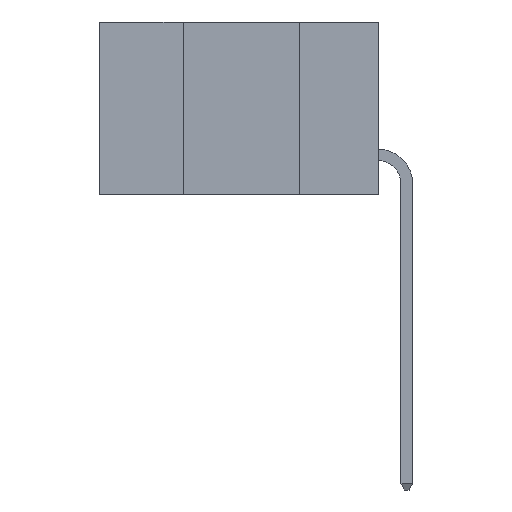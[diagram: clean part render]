
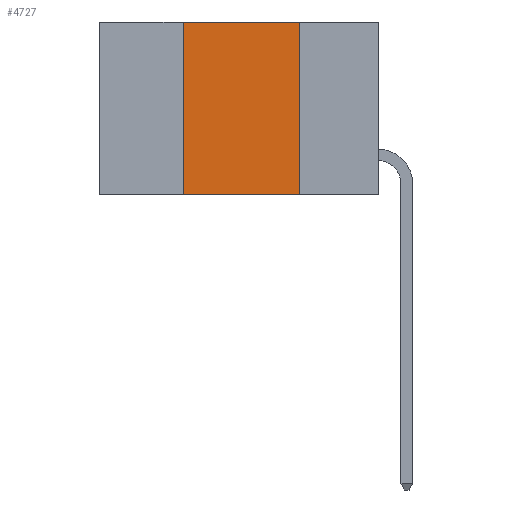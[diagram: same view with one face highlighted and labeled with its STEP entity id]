
A CAD part, left-side view. The second image highlights one B-rep face of the part: STEP entity #4727.
In plain terms, the highlighted planar face has unit normal (-1, 0, 0).
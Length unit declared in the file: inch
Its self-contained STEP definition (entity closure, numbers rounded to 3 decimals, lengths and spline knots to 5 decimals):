
#51 = LINE ( 'NONE', #9768, #11508 ) ;
#283 = EDGE_CURVE ( 'NONE', #6479, #13224, #51, .T. ) ;
#587 = LINE ( 'NONE', #13193, #10789 ) ;
#2035 = CARTESIAN_POINT ( 'NONE',  ( 0., 0.17, -0.37 ) ) ;
#2275 = VERTEX_POINT ( 'NONE', #5215 ) ;
#2438 = EDGE_LOOP ( 'NONE', ( #3167, #9939, #9800, #11543 ) ) ;
#2475 = DIRECTION ( 'NONE',  ( 0., -1., 0. ) ) ;
#2717 = CARTESIAN_POINT ( 'NONE',  ( 0., 0.6, 0. ) ) ;
#3167 = ORIENTED_EDGE ( 'NONE', *, *, #13729, .F. ) ;
#4727 = ADVANCED_FACE ( 'NONE', ( #13013 ), #6240, .F. ) ;
#4955 = VERTEX_POINT ( 'NONE', #14912 ) ;
#5194 = DIRECTION ( 'NONE',  ( 0., -1., 0. ) ) ;
#5215 = CARTESIAN_POINT ( 'NONE',  ( 0., 0.42, -0.37 ) ) ;
#5454 = CARTESIAN_POINT ( 'NONE',  ( 0., 0.17, 0. ) ) ;
#5660 = LINE ( 'NONE', #9485, #8804 ) ;
#6240 = PLANE ( 'NONE',  #9287 ) ;
#6479 = VERTEX_POINT ( 'NONE', #12464 ) ;
#7432 = DIRECTION ( 'NONE',  ( 0., 0., -1. ) ) ;
#7453 = LINE ( 'NONE', #2035, #8918 ) ;
#8564 = EDGE_CURVE ( 'NONE', #2275, #4955, #5660, .T. ) ;
#8804 = VECTOR ( 'NONE', #2475, 39.37008 ) ;
#8918 = VECTOR ( 'NONE', #13586, 39.37008 ) ;
#9287 = AXIS2_PLACEMENT_3D ( 'NONE', #2717, #14366, #7432 ) ;
#9427 = EDGE_CURVE ( 'NONE', #2275, #6479, #587, .T. ) ;
#9485 = CARTESIAN_POINT ( 'NONE',  ( 0., 0.6, -0.37 ) ) ;
#9675 = DIRECTION ( 'NONE',  ( 0., 0., 1. ) ) ;
#9768 = CARTESIAN_POINT ( 'NONE',  ( 0., 0.6, 0. ) ) ;
#9800 = ORIENTED_EDGE ( 'NONE', *, *, #9427, .F. ) ;
#9939 = ORIENTED_EDGE ( 'NONE', *, *, #283, .F. ) ;
#10789 = VECTOR ( 'NONE', #9675, 39.37008 ) ;
#11508 = VECTOR ( 'NONE', #5194, 39.37008 ) ;
#11543 = ORIENTED_EDGE ( 'NONE', *, *, #8564, .T. ) ;
#12464 = CARTESIAN_POINT ( 'NONE',  ( 0., 0.42, 0. ) ) ;
#13013 = FACE_OUTER_BOUND ( 'NONE', #2438, .T. ) ;
#13193 = CARTESIAN_POINT ( 'NONE',  ( 0., 0.42, -0.37 ) ) ;
#13224 = VERTEX_POINT ( 'NONE', #5454 ) ;
#13586 = DIRECTION ( 'NONE',  ( 0., 0., -1. ) ) ;
#13729 = EDGE_CURVE ( 'NONE', #13224, #4955, #7453, .T. ) ;
#14366 = DIRECTION ( 'NONE',  ( 1., 0., 0. ) ) ;
#14912 = CARTESIAN_POINT ( 'NONE',  ( 0., 0.17, -0.37 ) ) ;
